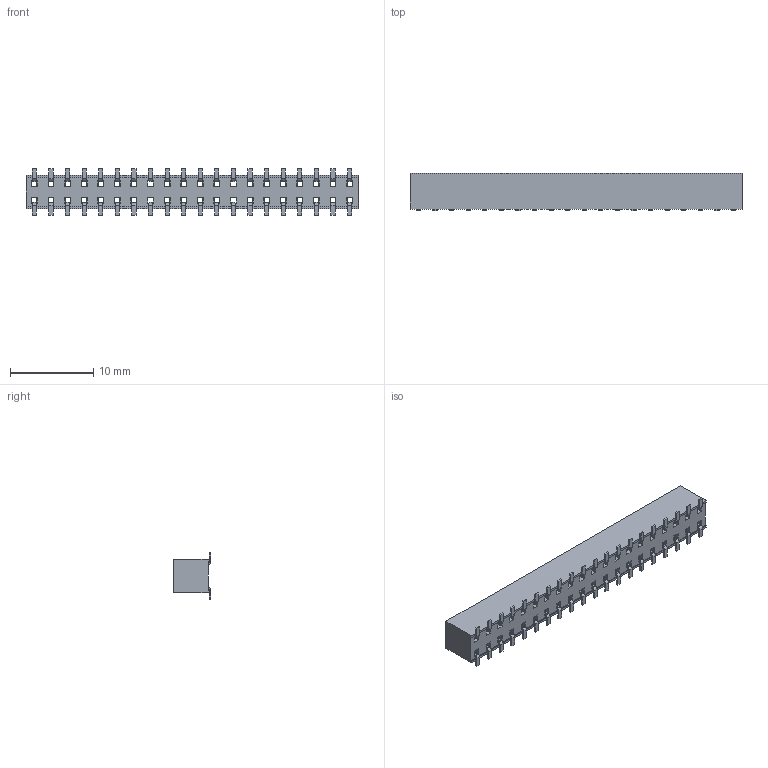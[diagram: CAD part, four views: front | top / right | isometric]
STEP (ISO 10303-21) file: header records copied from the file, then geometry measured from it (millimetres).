
FILE_DESCRIPTION (( 'STEP AP214' ), '1' );
FILE_NAME ('felame_header_SMD.STEP', '2017-08-24T17:10:16', ( '' ), ( '' ), 'SwSTEP 2.0', 'SolidWorks 2017', '' );
FILE_SCHEMA (( 'AUTOMOTIVE_DESIGN' ));
Length unit declared in the file: millimetre
Products named in the file (4): _C-101-01-20; _TLE-120-01-DV_socket; TLE-120-01-G-DV 40 pin low speed connector; felame_header_SMD
Assembly tree (3 placements, depth 3):
  felame_header_SMD
    TLE-120-01-G-DV 40 pin low speed connector
      _TLE-120-01-DV_socket
      _C-101-01-20
Bounding box: 40 x 4.5 x 5.56 mm (x, y, z)
Volume: 865.1 mm3; surface area: 2032.3 mm2
Topology: 2 solids, 2 shells, 1176 faces, 3316 edges, 2184 vertices
Faces by surface type: plane 1096, cylinder 80
Entity records: 37696 total; most frequent: CARTESIAN_POINT 6683, ORIENTED_EDGE 6632, DIRECTION 5842, EDGE_CURVE 3316, LINE 3156, VECTOR 3156, VERTEX_POINT 2184, EDGE_LOOP 1376
